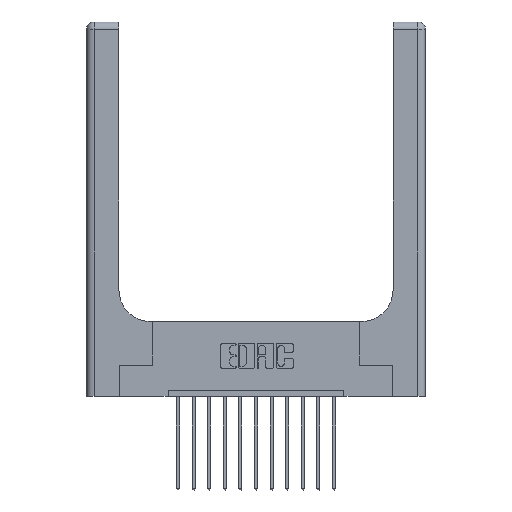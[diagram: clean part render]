
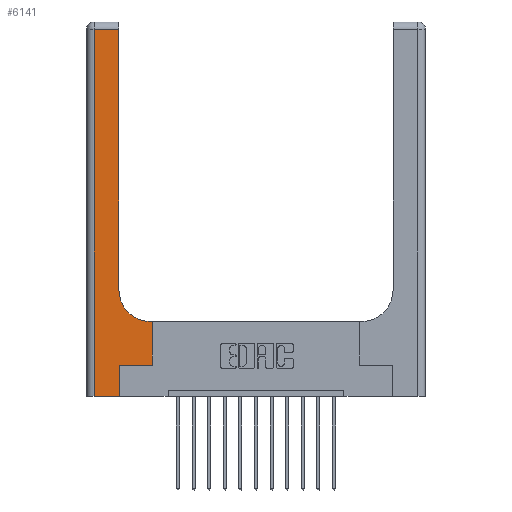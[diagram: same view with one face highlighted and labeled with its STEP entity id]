
A CAD part, top view. The second image highlights one B-rep face of the part: STEP entity #6141.
In plain terms, the highlighted planar face has unit normal (0, 0, 1).
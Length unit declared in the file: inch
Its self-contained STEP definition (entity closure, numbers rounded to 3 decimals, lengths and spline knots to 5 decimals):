
#55 = EDGE_CURVE ( 'NONE', #997, #6095, #10248, .T. ) ;
#997 = VERTEX_POINT ( 'NONE', #1011 ) ;
#1011 = CARTESIAN_POINT ( 'NONE',  ( 0.528, 0.25, 0.37 ) ) ;
#1550 = DIRECTION ( 'NONE',  ( 0., -1., 0. ) ) ;
#1635 = EDGE_CURVE ( 'NONE', #6007, #11002, #13942, .T. ) ;
#1658 = DIRECTION ( 'NONE',  ( 0., 1., 0. ) ) ;
#1755 = VECTOR ( 'NONE', #2431, 39.37008 ) ;
#1855 = CIRCLE ( 'NONE', #4000, 0.25 ) ;
#1964 = LINE ( 'NONE', #5915, #15031 ) ;
#2128 = LINE ( 'NONE', #13803, #15022 ) ;
#2431 = DIRECTION ( 'NONE',  ( 1., 0., 0. ) ) ;
#2762 = VERTEX_POINT ( 'NONE', #12689 ) ;
#2823 = LINE ( 'NONE', #13077, #7200 ) ;
#3033 = CARTESIAN_POINT ( 'NONE',  ( 0.06, 0., 0.37 ) ) ;
#3133 = CARTESIAN_POINT ( 'NONE',  ( 0.26, 0.6, 0.37 ) ) ;
#3279 = ORIENTED_EDGE ( 'NONE', *, *, #11204, .T. ) ;
#3587 = ORIENTED_EDGE ( 'NONE', *, *, #55, .T. ) ;
#3775 = LINE ( 'NONE', #14276, #5688 ) ;
#3845 = DIRECTION ( 'NONE',  ( 0., 0., -1. ) ) ;
#3961 = EDGE_CURVE ( 'NONE', #12676, #6007, #2823, .T. ) ;
#4000 = AXIS2_PLACEMENT_3D ( 'NONE', #10324, #3845, #7154 ) ;
#4300 = PLANE ( 'NONE',  #6793 ) ;
#5355 = CARTESIAN_POINT ( 'NONE',  ( 0.06, 2.94, 0.37 ) ) ;
#5405 = ORIENTED_EDGE ( 'NONE', *, *, #16525, .T. ) ;
#5451 = LINE ( 'NONE', #5704, #8894 ) ;
#5688 = VECTOR ( 'NONE', #11593, 39.37008 ) ;
#5704 = CARTESIAN_POINT ( 'NONE',  ( 0.26, 3., 0.37 ) ) ;
#5788 = CARTESIAN_POINT ( 'NONE',  ( 0.26, 0.85, 0.37 ) ) ;
#5915 = CARTESIAN_POINT ( 'NONE',  ( 0.265, 0., 0.37 ) ) ;
#6007 = VERTEX_POINT ( 'NONE', #3033 ) ;
#6095 = VERTEX_POINT ( 'NONE', #9670 ) ;
#6132 = CARTESIAN_POINT ( 'NONE',  ( 0., 0., 0.37 ) ) ;
#6141 = ADVANCED_FACE ( 'NONE', ( #10853 ), #4300, .F. ) ;
#6714 = DIRECTION ( 'NONE',  ( 0., 1., 0. ) ) ;
#6793 = AXIS2_PLACEMENT_3D ( 'NONE', #13284, #9587, #13453 ) ;
#7094 = DIRECTION ( 'NONE',  ( 0., 1., 0. ) ) ;
#7154 = DIRECTION ( 'NONE',  ( 1., 0., 0. ) ) ;
#7200 = VECTOR ( 'NONE', #1550, 39.37008 ) ;
#7601 = ORIENTED_EDGE ( 'NONE', *, *, #8488, .T. ) ;
#7728 = CARTESIAN_POINT ( 'NONE',  ( 0.528, 0.25, 0.37 ) ) ;
#7838 = EDGE_CURVE ( 'NONE', #10964, #15709, #1855, .T. ) ;
#8488 = EDGE_CURVE ( 'NONE', #11002, #12945, #1964, .T. ) ;
#8552 = EDGE_CURVE ( 'NONE', #2762, #12676, #2128, .T. ) ;
#8771 = DIRECTION ( 'NONE',  ( -1., 0., 0. ) ) ;
#8894 = VECTOR ( 'NONE', #1658, 39.37008 ) ;
#9587 = DIRECTION ( 'NONE',  ( 0., 0., -1. ) ) ;
#9670 = CARTESIAN_POINT ( 'NONE',  ( 0.528, 0.6, 0.37 ) ) ;
#9903 = EDGE_LOOP ( 'NONE', ( #3279, #16485, #16526, #10980, #7601, #14134, #3587, #5405, #10317 ) ) ;
#10248 = LINE ( 'NONE', #7728, #11836 ) ;
#10317 = ORIENTED_EDGE ( 'NONE', *, *, #7838, .T. ) ;
#10324 = CARTESIAN_POINT ( 'NONE',  ( 0.51, 0.85, 0.37 ) ) ;
#10740 = CARTESIAN_POINT ( 'NONE',  ( 0.265, 0.25, 0.37 ) ) ;
#10853 = FACE_OUTER_BOUND ( 'NONE', #9903, .T. ) ;
#10964 = VERTEX_POINT ( 'NONE', #16530 ) ;
#10980 = ORIENTED_EDGE ( 'NONE', *, *, #1635, .T. ) ;
#11002 = VERTEX_POINT ( 'NONE', #12607 ) ;
#11105 = EDGE_CURVE ( 'NONE', #12945, #997, #3775, .T. ) ;
#11204 = EDGE_CURVE ( 'NONE', #15709, #2762, #5451, .T. ) ;
#11593 = DIRECTION ( 'NONE',  ( 1., 0., 0. ) ) ;
#11836 = VECTOR ( 'NONE', #6714, 39.37008 ) ;
#12568 = VECTOR ( 'NONE', #15829, 39.37008 ) ;
#12607 = CARTESIAN_POINT ( 'NONE',  ( 0.265, 0., 0.37 ) ) ;
#12676 = VERTEX_POINT ( 'NONE', #5355 ) ;
#12689 = CARTESIAN_POINT ( 'NONE',  ( 0.26, 2.94, 0.37 ) ) ;
#12945 = VERTEX_POINT ( 'NONE', #10740 ) ;
#13077 = CARTESIAN_POINT ( 'NONE',  ( 0.06, 3., 0.37 ) ) ;
#13284 = CARTESIAN_POINT ( 'NONE',  ( 0., 3., 0.37 ) ) ;
#13299 = LINE ( 'NONE', #3133, #12568 ) ;
#13453 = DIRECTION ( 'NONE',  ( -1., 0., 0. ) ) ;
#13803 = CARTESIAN_POINT ( 'NONE',  ( 0., 2.94, 0.37 ) ) ;
#13942 = LINE ( 'NONE', #6132, #1755 ) ;
#14134 = ORIENTED_EDGE ( 'NONE', *, *, #11105, .T. ) ;
#14276 = CARTESIAN_POINT ( 'NONE',  ( 0.265, 0.25, 0.37 ) ) ;
#15022 = VECTOR ( 'NONE', #8771, 39.37008 ) ;
#15031 = VECTOR ( 'NONE', #7094, 39.37008 ) ;
#15709 = VERTEX_POINT ( 'NONE', #5788 ) ;
#15829 = DIRECTION ( 'NONE',  ( -1., 0., 0. ) ) ;
#16485 = ORIENTED_EDGE ( 'NONE', *, *, #8552, .T. ) ;
#16525 = EDGE_CURVE ( 'NONE', #6095, #10964, #13299, .T. ) ;
#16526 = ORIENTED_EDGE ( 'NONE', *, *, #3961, .T. ) ;
#16530 = CARTESIAN_POINT ( 'NONE',  ( 0.51, 0.6, 0.37 ) ) ;
